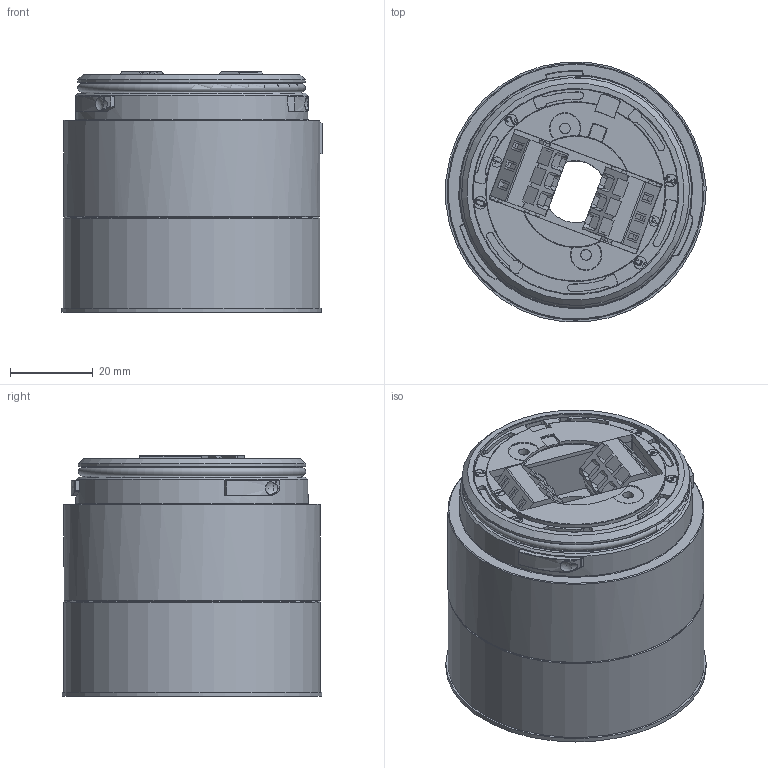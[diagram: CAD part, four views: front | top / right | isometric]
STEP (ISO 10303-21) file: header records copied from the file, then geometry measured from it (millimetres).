
FILE_DESCRIPTION(/* description */ (''),/* implementation_level */ '2;1');
FILE_NAME(/* name */ 'YMW.stp',/* time_stamp */ '2014-11-17T15:57:20+01:00',/* author */ (''),/* organization */ (''),/* preprocessor_version */ 'ST-DEVELOPER v11',/* originating_system */ 'SIEMENS PLM Software NX 7.5',/* authorisation */ '');
FILE_SCHEMA (('AUTOMOTIVE_DESIGN { 1 0 10303 214 1 1 1 1 }'));
Length unit declared in the file: millimetre
Products named in the file (1): m.ne07FE6bss
Bounding box: 62.99 x 62.77 x 58.18 mm (x, y, z)
Volume: 153857.8 mm3; surface area: 30305.2 mm2
Topology: 2 solids, 6 shells, 711 faces, 1870 edges, 1193 vertices
Faces by surface type: plane 371, cylinder 130, cone 110, sphere 29, torus 28, bspline 22, extrusion 21
Full cylindrical faces by diameter (mm): 1.2 x16, 2.5 x2, 3 x4, 5.5 x2, 14.991 x1, 16 x1, 55.1 x1, 62 x2, 63 x1
Entity records: 23148 total; most frequent: CARTESIAN_POINT 5562, ORIENTED_EDGE 3530, DIRECTION 3505, EDGE_CURVE 1765, AXIS2_PLACEMENT_3D 1243, VERTEX_POINT 1159, VECTOR 1019, LINE 998
